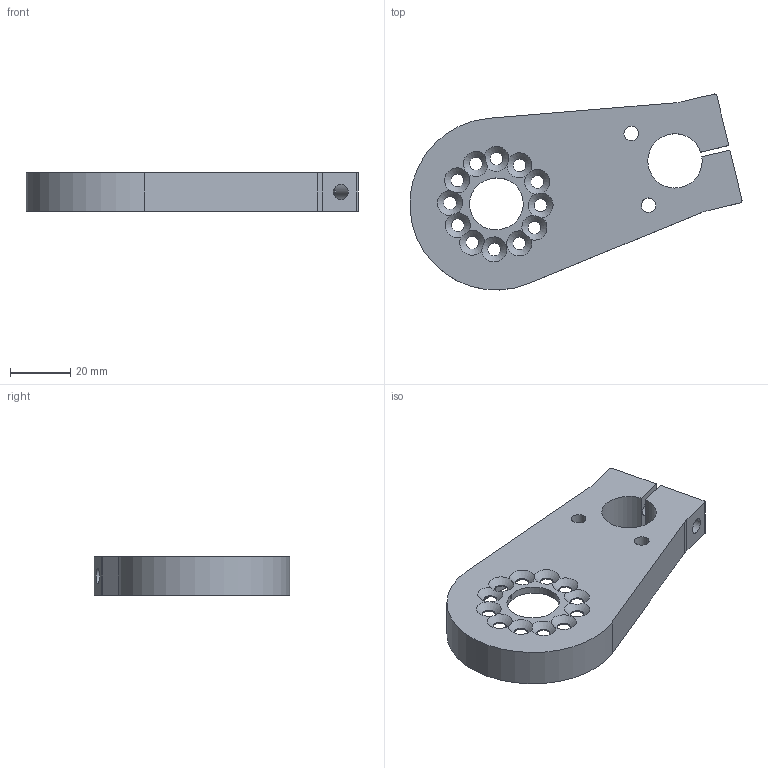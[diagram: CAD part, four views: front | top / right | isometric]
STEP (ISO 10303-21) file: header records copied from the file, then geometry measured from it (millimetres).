
FILE_DESCRIPTION(/* description */ (''),/* implementation_level */ '2;1');
FILE_NAME(/* name */ 'mount_alt.stp',/* time_stamp */ '2014-12-10T02:52:06-08:00',/* author */ ('brent'),/* organization */ (''),/* preprocessor_version */ 'ST-DEVELOPER v15.6',/* originating_system */ 'Autodesk Inventor 2015',/* authorisation */ '');
FILE_SCHEMA (('AUTOMOTIVE_DESIGN { 1 0 10303 214 3 1 1 }'));
Length unit declared in the file: inch
Products named in the file (1): mount_alt
Bounding box: 109.95 x 64.89 x 12.7 mm (x, y, z)
Volume: 30478.3 mm3; surface area: 16059.1 mm2
Topology: 1 solids, 1 shells, 59 faces, 189 edges, 122 vertices
Faces by surface type: cylinder 29, plane 18, cone 12
Full cylindrical faces by diameter (mm): 4.3 x12, 4.826 x2, 5.105 x2
Entity records: 1996 total; most frequent: CARTESIAN_POINT 382, DIRECTION 340, ORIENTED_EDGE 298, EDGE_CURVE 149, AXIS2_PLACEMENT_3D 142, EDGE_LOOP 111, VERTEX_POINT 110, CIRCLE 82
